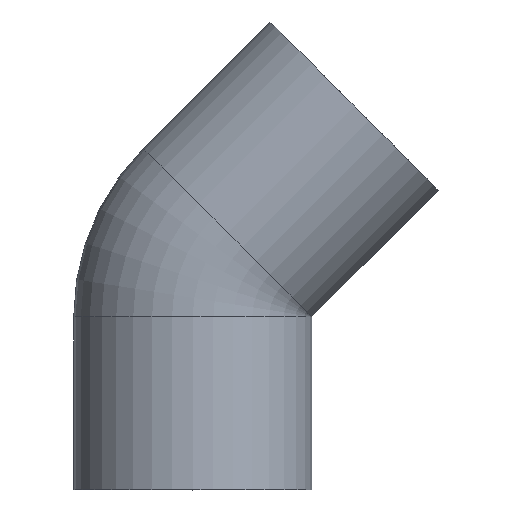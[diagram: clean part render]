
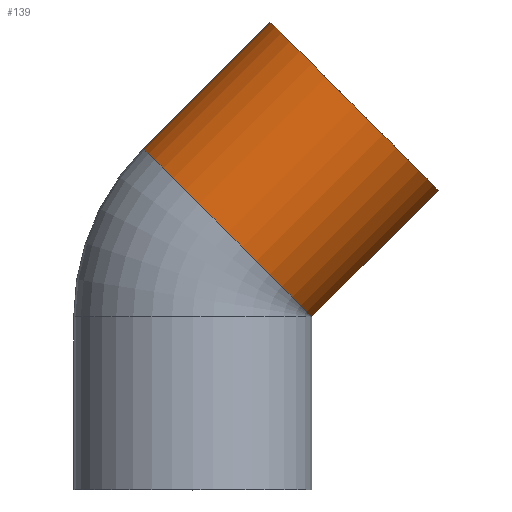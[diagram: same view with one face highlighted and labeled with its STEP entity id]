
A CAD part, top view. The second image highlights one B-rep face of the part: STEP entity #139.
In plain terms, the highlighted cylindrical face has radius 90 mm (diameter 180 mm), a partial arc.
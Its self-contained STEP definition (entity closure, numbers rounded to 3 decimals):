
#6 = VERTEX_POINT ( 'NONE', #243 ) ;
#20 = LINE ( 'NONE', #153, #125 ) ;
#23 = DIRECTION ( 'NONE',  ( 0.707, 0.707, 0. ) ) ;
#28 = AXIS2_PLACEMENT_3D ( 'NONE', #116, #246, #375 ) ;
#29 = CIRCLE ( 'NONE', #28, 90. ) ;
#44 = ORIENTED_EDGE ( 'NONE', *, *, #62, .T. ) ;
#62 = EDGE_CURVE ( 'NONE', #237, #128, #29, .T. ) ;
#65 = DIRECTION ( 'NONE',  ( 0., 0., 1. ) ) ;
#70 = CIRCLE ( 'NONE', #310, 90. ) ;
#89 = DIRECTION ( 'NONE',  ( -0.707, 0.707, 0. ) ) ;
#116 = CARTESIAN_POINT ( 'NONE',  ( 26.36, 194.36, 0. ) ) ;
#119 = CYLINDRICAL_SURFACE ( 'NONE', #316, 90. ) ;
#125 = VECTOR ( 'NONE', #284, 1000. ) ;
#128 = VERTEX_POINT ( 'NONE', #315 ) ;
#139 = ADVANCED_FACE ( 'NONE', ( #411 ), #119, .T. ) ;
#144 = ORIENTED_EDGE ( 'NONE', *, *, #212, .T. ) ;
#153 = CARTESIAN_POINT ( 'NONE',  ( -37.279, 258., 0. ) ) ;
#165 = EDGE_CURVE ( 'NONE', #237, #328, #20, .T. ) ;
#187 = LINE ( 'NONE', #319, #293 ) ;
#199 = ORIENTED_EDGE ( 'NONE', *, *, #289, .F. ) ;
#212 = EDGE_CURVE ( 'NONE', #128, #6, #187, .T. ) ;
#235 = ORIENTED_EDGE ( 'NONE', *, *, #165, .F. ) ;
#237 = VERTEX_POINT ( 'NONE', #351 ) ;
#243 = CARTESIAN_POINT ( 'NONE',  ( 185.64, 226.36, 0. ) ) ;
#246 = DIRECTION ( 'NONE',  ( 0.707, 0.707, 0. ) ) ;
#250 = CARTESIAN_POINT ( 'NONE',  ( 26.36, 194.36, 0. ) ) ;
#256 = CARTESIAN_POINT ( 'NONE',  ( 122., 290., 0. ) ) ;
#272 = EDGE_LOOP ( 'NONE', ( #44, #144, #199, #235 ) ) ;
#284 = DIRECTION ( 'NONE',  ( 0.707, 0.707, 0. ) ) ;
#289 = EDGE_CURVE ( 'NONE', #328, #6, #70, .T. ) ;
#293 = VECTOR ( 'NONE', #23, 1000. ) ;
#310 = AXIS2_PLACEMENT_3D ( 'NONE', #256, #353, #65 ) ;
#315 = CARTESIAN_POINT ( 'NONE',  ( 90., 130.721, 0. ) ) ;
#316 = AXIS2_PLACEMENT_3D ( 'NONE', #250, #380, #89 ) ;
#319 = CARTESIAN_POINT ( 'NONE',  ( 90., 130.721, 0. ) ) ;
#325 = CARTESIAN_POINT ( 'NONE',  ( 58.36, 353.64, 0. ) ) ;
#328 = VERTEX_POINT ( 'NONE', #325 ) ;
#351 = CARTESIAN_POINT ( 'NONE',  ( -37.279, 258., 0. ) ) ;
#353 = DIRECTION ( 'NONE',  ( 0.707, 0.707, 0. ) ) ;
#375 = DIRECTION ( 'NONE',  ( 0., 0., 1. ) ) ;
#380 = DIRECTION ( 'NONE',  ( 0.707, 0.707, 0. ) ) ;
#411 = FACE_OUTER_BOUND ( 'NONE', #272, .T. ) ;
